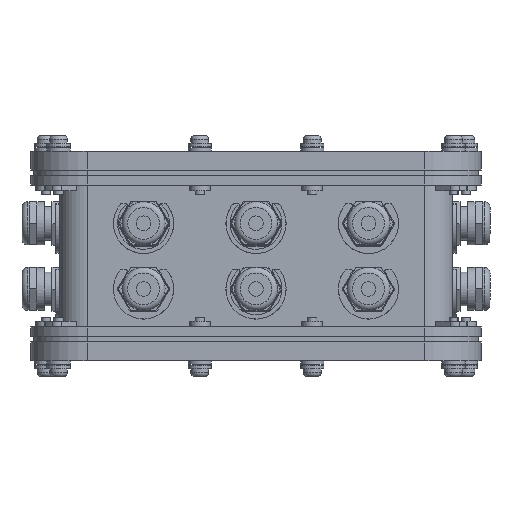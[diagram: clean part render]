
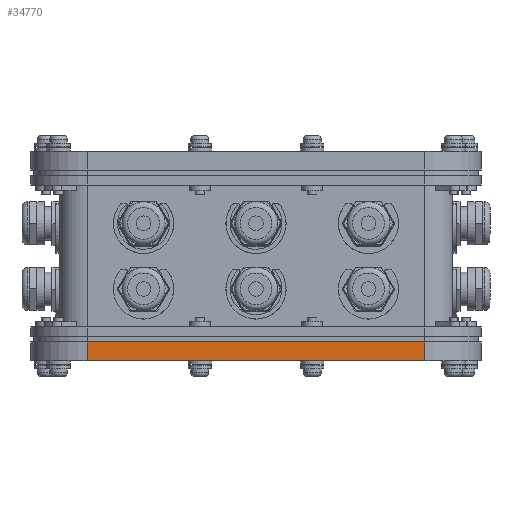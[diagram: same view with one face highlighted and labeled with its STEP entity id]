
A CAD part, left-side view. The second image highlights one B-rep face of the part: STEP entity #34770.
In plain terms, the highlighted planar face has unit normal (-1, 0, 0).
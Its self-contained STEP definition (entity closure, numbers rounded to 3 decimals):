
#4484=LINE('',#64264,#7455);
#4485=LINE('',#64268,#7456);
#4486=LINE('',#64270,#7457);
#4487=LINE('',#64271,#7458);
#7455=VECTOR('',#45487,10.);
#7456=VECTOR('',#45492,180.);
#7457=VECTOR('',#45493,10.);
#7458=VECTOR('',#45494,180.);
#8817=PLANE('',#37472);
#11485=FACE_OUTER_BOUND('',#13836,.T.);
#13836=EDGE_LOOP('',(#31917,#31918,#31919,#31920));
#18185=VERTEX_POINT('',#64261);
#18186=VERTEX_POINT('',#64263);
#18187=VERTEX_POINT('',#64267);
#18188=VERTEX_POINT('',#64269);
#22913=EDGE_CURVE('',#18185,#18186,#4484,.T.);
#22915=EDGE_CURVE('',#18187,#18185,#4485,.T.);
#22916=EDGE_CURVE('',#18187,#18188,#4486,.T.);
#22917=EDGE_CURVE('',#18188,#18186,#4487,.T.);
#31917=ORIENTED_EDGE('',*,*,#22915,.F.);
#31918=ORIENTED_EDGE('',*,*,#22916,.T.);
#31919=ORIENTED_EDGE('',*,*,#22917,.T.);
#31920=ORIENTED_EDGE('',*,*,#22913,.F.);
#34770=ADVANCED_FACE('',(#11485),#8817,.F.);
#37472=AXIS2_PLACEMENT_3D('',#64266,#45490,#45491);
#45487=DIRECTION('',(0.,0.,1.));
#45490=DIRECTION('center_axis',(1.,0.,0.));
#45491=DIRECTION('ref_axis',(0.,1.,0.));
#45492=DIRECTION('',(0.,1.,0.));
#45493=DIRECTION('',(0.,0.,1.));
#45494=DIRECTION('',(0.,1.,0.));
#64261=CARTESIAN_POINT('',(-120.157,90.,-99.367));
#64263=CARTESIAN_POINT('',(-120.157,90.,-89.367));
#64264=CARTESIAN_POINT('',(-120.157,90.,-99.367));
#64266=CARTESIAN_POINT('Origin',(-120.157,-90.,-99.367));
#64267=CARTESIAN_POINT('',(-120.157,-90.,-99.367));
#64268=CARTESIAN_POINT('',(-120.157,-90.,-99.367));
#64269=CARTESIAN_POINT('',(-120.157,-90.,-89.367));
#64270=CARTESIAN_POINT('',(-120.157,-90.,-99.367));
#64271=CARTESIAN_POINT('',(-120.157,-90.,-89.367));
